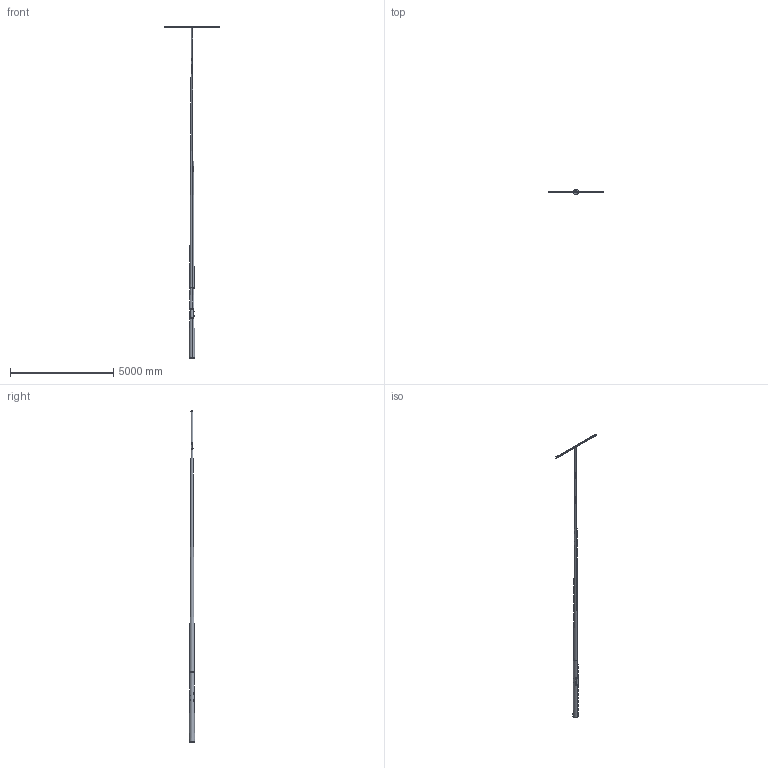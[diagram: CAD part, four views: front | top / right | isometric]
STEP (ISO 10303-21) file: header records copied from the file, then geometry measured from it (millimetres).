
FILE_DESCRIPTION (( 'STEP AP214' ), '1' );
FILE_NAME ('101060KGXS KH15TO27-89 4608037 KARTIOPYLVÄS ORRELLA_3D.step', '2022-06-01T11:35:34', ( '' ), ( '' ), 'SwSTEP 2.0', 'SolidWorks 2021', '' );
FILE_SCHEMA (( 'AUTOMOTIVE_DESIGN' ));
Length unit declared in the file: millimetre
Products named in the file (17): LATTA 5X16X460 KYTKENTÄAUKON VAHVIKE_C 1; 222-LATVAINEN KARTIOAIHIO_222-263-3-3400; KARTIO-ORSI_TO27-89-1500; ORREN AIHIO_ORREN AIHIO UNP-80X2700; 222-LATVAISET KARTIOAIHIOT_222-263-4-3400; PIDÄTINRUUVI DIN 914 - M10_DIN 914 - M10 x 20-N; KARTIOSOVITE_D89-D70X1500; KYTKENTÄAUKON LATTARAUTA_LATTA 4X20X200; KARTIOAIHIO_89-222-4-11100-0KL; KYTKENTÄAUKON LUUKKU_222-263-3-3400; TYVIRENGAS_TYVIRENGAS D262; ORREN LATTA_LATTA 5X50X180; 101060KGXS KH15TO27-89 4608037 KARTIOPYLVÄS ORRELLA_3D; socket head cap screw_din_DIN 912 M6 x 16 --- 16N; PIDÄTINRUUVI DIN 914 - M10_DIN 914 - M10 x 16-N; KARTIORUNKO_C315K; VARREN NEOPREN-TIIVISTE_D76X4
Assembly tree (26 placements, depth 4):
  101060KGXS KH15TO27-89 4608037 KARTIOPYLVÄS ORRELLA_3D
    KARTIORUNKO_C315K
      KARTIOAIHIO_89-222-4-11100-0KL
      222-LATVAINEN KARTIOAIHIO_222-263-3-3400
        222-LATVAISET KARTIOAIHIOT_222-263-4-3400
        KYTKENTÄAUKON LUUKKU_222-263-3-3400
        socket head cap screw_din_DIN 912 M6 x 16 --- 16N  x4
        KYTKENTÄAUKON LATTARAUTA_LATTA 4X20X200  x2
        LATTA 5X16X460 KYTKENTÄAUKON VAHVIKE_C 1  x2
        TYVIRENGAS_TYVIRENGAS D262
      PIDÄTINRUUVI DIN 914 - M10_DIN 914 - M10 x 16-N  x5
      PIDÄTINRUUVI DIN 914 - M10_DIN 914 - M10 x 20-N
      TYVIRENGAS_TYVIRENGAS D262
    KARTIO-ORSI_TO27-89-1500
      KARTIOSOVITE_D89-D70X1500
      ORREN AIHIO_ORREN AIHIO UNP-80X2700
      VARREN NEOPREN-TIIVISTE_D76X4
      ORREN LATTA_LATTA 5X50X180
Bounding box: 2700 x 263 x 16080 mm (x, y, z)
Volume: 35935423.8 mm3; surface area: 17641206.5 mm2
Topology: 24 solids, 24 shells, 398 faces, 977 edges, 606 vertices
Faces by surface type: plane 178, cylinder 105, cone 77, torus 26, bspline 12
Entity records: 11001 total; most frequent: CARTESIAN_POINT 4292, ORIENTED_EDGE 1258, DIRECTION 1154, EDGE_CURVE 629, AXIS2_PLACEMENT_3D 429, VERTEX_POINT 399, VECTOR 296, LINE 296
